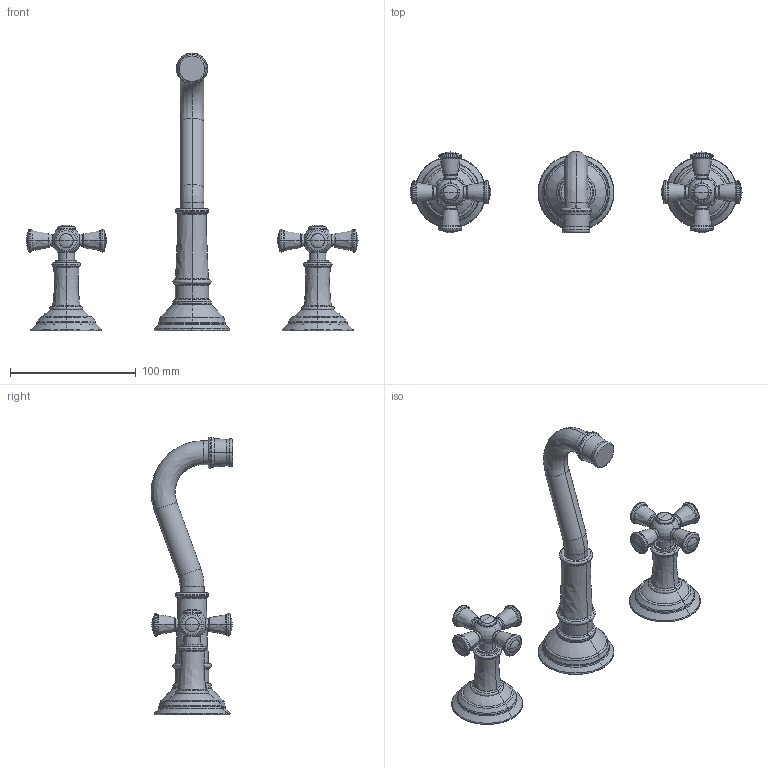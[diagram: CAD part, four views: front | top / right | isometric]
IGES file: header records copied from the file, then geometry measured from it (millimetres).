
Start section:  PTC IGES file: 3-2461_sw0001.igs
Global section: file name: 3-2461_sw0001.igs; native system: Creo Parametric by PTC Inc.; preprocessor: 2018400; author: rsmith; organization: Unknown; date: 20201125.124749; units: inch
Bounding box: 264.21 x 65.04 x 221.16 mm (x, y, z)
Surface area: 52936.6 mm2 (no closed solid volume)
Topology: 0 solids, 0 shells, 335 faces, 1356 edges, 1336 vertices
Faces by surface type: revolution 316, bspline 19
